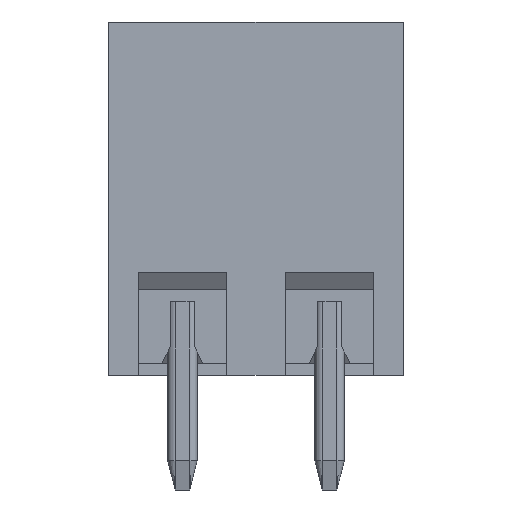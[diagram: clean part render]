
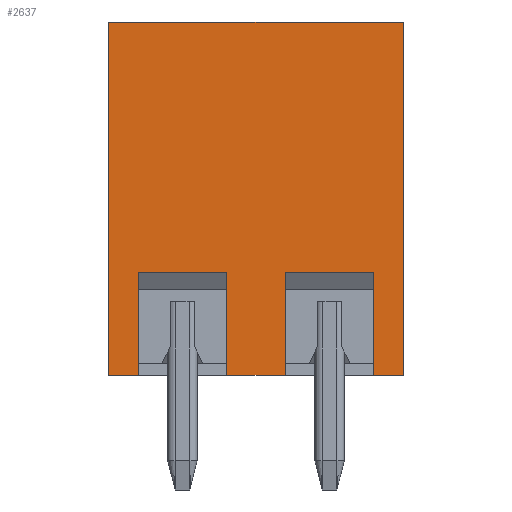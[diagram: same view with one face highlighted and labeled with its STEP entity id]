
A CAD part, front view. The second image highlights one B-rep face of the part: STEP entity #2637.
In plain terms, the highlighted planar face has unit normal (0, -1, 0).
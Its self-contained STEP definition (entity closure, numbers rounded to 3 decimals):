
#2578=AXIS2_PLACEMENT_3D('Plane Axis2P3D',#2575,#2576,#2577) ;
#1031=CARTESIAN_POINT('Vertex',(0.,0.,3.9)) ;
#1034=CARTESIAN_POINT('Line Origine',(0.,0.,9.9)) ;
#1038=CARTESIAN_POINT('Vertex',(0.,0.,15.9)) ;
#1554=CARTESIAN_POINT('Vertex',(10.,0.,15.9)) ;
#1557=CARTESIAN_POINT('Line Origine',(10.,0.,9.9)) ;
#1561=CARTESIAN_POINT('Vertex',(10.,0.,3.9)) ;
#2498=CARTESIAN_POINT('Line Origine',(9.5,0.,3.9)) ;
#2502=CARTESIAN_POINT('Vertex',(9.,0.,3.9)) ;
#2523=CARTESIAN_POINT('Vertex',(6.,0.,3.9)) ;
#2526=CARTESIAN_POINT('Line Origine',(5.,0.,3.9)) ;
#2530=CARTESIAN_POINT('Vertex',(4.,0.,3.9)) ;
#2551=CARTESIAN_POINT('Vertex',(1.,0.,3.9)) ;
#2554=CARTESIAN_POINT('Line Origine',(0.5,0.,3.9)) ;
#2575=CARTESIAN_POINT('Axis2P3D Location',(11.1,0.,3.9)) ;
#2580=CARTESIAN_POINT('Line Origine',(1.,0.,5.65)) ;
#2584=CARTESIAN_POINT('Vertex',(1.,0.,7.4)) ;
#2587=CARTESIAN_POINT('Line Origine',(2.5,0.,7.4)) ;
#2591=CARTESIAN_POINT('Vertex',(4.,0.,7.4)) ;
#2594=CARTESIAN_POINT('Line Origine',(4.,0.,5.65)) ;
#2599=CARTESIAN_POINT('Line Origine',(6.,0.,5.65)) ;
#2603=CARTESIAN_POINT('Vertex',(6.,0.,7.4)) ;
#2606=CARTESIAN_POINT('Line Origine',(7.5,0.,7.4)) ;
#2610=CARTESIAN_POINT('Vertex',(9.,0.,7.4)) ;
#2613=CARTESIAN_POINT('Line Origine',(9.,0.,5.65)) ;
#2618=CARTESIAN_POINT('Line Origine',(5.,0.,15.9)) ;
#1035=DIRECTION('Vector Direction',(0.,0.,1.)) ;
#1558=DIRECTION('Vector Direction',(0.,0.,1.)) ;
#2499=DIRECTION('Vector Direction',(-1.,0.,0.)) ;
#2527=DIRECTION('Vector Direction',(-1.,0.,0.)) ;
#2555=DIRECTION('Vector Direction',(-1.,0.,0.)) ;
#2576=DIRECTION('Axis2P3D Direction',(-0.,1.,0.)) ;
#2577=DIRECTION('Axis2P3D XDirection',(0.,0.,1.)) ;
#2581=DIRECTION('Vector Direction',(0.,0.,-1.)) ;
#2588=DIRECTION('Vector Direction',(1.,0.,0.)) ;
#2595=DIRECTION('Vector Direction',(0.,0.,-1.)) ;
#2600=DIRECTION('Vector Direction',(0.,0.,-1.)) ;
#2607=DIRECTION('Vector Direction',(1.,0.,0.)) ;
#2614=DIRECTION('Vector Direction',(0.,0.,-1.)) ;
#2619=DIRECTION('Vector Direction',(-1.,0.,0.)) ;
#1036=VECTOR('Line Direction',#1035,1.) ;
#1559=VECTOR('Line Direction',#1558,1.) ;
#2500=VECTOR('Line Direction',#2499,1.) ;
#2528=VECTOR('Line Direction',#2527,1.) ;
#2556=VECTOR('Line Direction',#2555,1.) ;
#2582=VECTOR('Line Direction',#2581,1.) ;
#2589=VECTOR('Line Direction',#2588,1.) ;
#2596=VECTOR('Line Direction',#2595,1.) ;
#2601=VECTOR('Line Direction',#2600,1.) ;
#2608=VECTOR('Line Direction',#2607,1.) ;
#2615=VECTOR('Line Direction',#2614,1.) ;
#2620=VECTOR('Line Direction',#2619,1.) ;
#2624=ORIENTED_EDGE('',*,*,#1040,.F.) ;
#2625=ORIENTED_EDGE('',*,*,#2558,.F.) ;
#2626=ORIENTED_EDGE('',*,*,#2586,.F.) ;
#2627=ORIENTED_EDGE('',*,*,#2593,.T.) ;
#2628=ORIENTED_EDGE('',*,*,#2598,.T.) ;
#2629=ORIENTED_EDGE('',*,*,#2532,.F.) ;
#2630=ORIENTED_EDGE('',*,*,#2605,.F.) ;
#2631=ORIENTED_EDGE('',*,*,#2612,.T.) ;
#2632=ORIENTED_EDGE('',*,*,#2617,.T.) ;
#2633=ORIENTED_EDGE('',*,*,#2504,.F.) ;
#2634=ORIENTED_EDGE('',*,*,#1563,.T.) ;
#2635=ORIENTED_EDGE('',*,*,#2622,.T.) ;
#2637=ADVANCED_FACE('housing',(#2636),#2579,.F.) ;
#1040=EDGE_CURVE('',#1032,#1039,#1037,.T.) ;
#1563=EDGE_CURVE('',#1562,#1555,#1560,.T.) ;
#2504=EDGE_CURVE('',#1562,#2503,#2501,.T.) ;
#2532=EDGE_CURVE('',#2524,#2531,#2529,.T.) ;
#2558=EDGE_CURVE('',#2552,#1032,#2557,.T.) ;
#2586=EDGE_CURVE('',#2585,#2552,#2583,.T.) ;
#2593=EDGE_CURVE('',#2585,#2592,#2590,.T.) ;
#2598=EDGE_CURVE('',#2592,#2531,#2597,.T.) ;
#2605=EDGE_CURVE('',#2604,#2524,#2602,.T.) ;
#2612=EDGE_CURVE('',#2604,#2611,#2609,.T.) ;
#2617=EDGE_CURVE('',#2611,#2503,#2616,.T.) ;
#2622=EDGE_CURVE('',#1555,#1039,#2621,.T.) ;
#2623=EDGE_LOOP('',(#2624,#2625,#2626,#2627,#2628,#2629,#2630,#2631,#2632,#2633,#2634,#2635)) ;
#2636=FACE_OUTER_BOUND('',#2623,.T.) ;
#1037=LINE('Line',#1034,#1036) ;
#1560=LINE('Line',#1557,#1559) ;
#2501=LINE('Line',#2498,#2500) ;
#2529=LINE('Line',#2526,#2528) ;
#2557=LINE('Line',#2554,#2556) ;
#2583=LINE('Line',#2580,#2582) ;
#2590=LINE('Line',#2587,#2589) ;
#2597=LINE('Line',#2594,#2596) ;
#2602=LINE('Line',#2599,#2601) ;
#2609=LINE('Line',#2606,#2608) ;
#2616=LINE('Line',#2613,#2615) ;
#2621=LINE('Line',#2618,#2620) ;
#2579=PLANE('',#2578) ;
#1032=VERTEX_POINT('',#1031) ;
#1039=VERTEX_POINT('',#1038) ;
#1555=VERTEX_POINT('',#1554) ;
#1562=VERTEX_POINT('',#1561) ;
#2503=VERTEX_POINT('',#2502) ;
#2524=VERTEX_POINT('',#2523) ;
#2531=VERTEX_POINT('',#2530) ;
#2552=VERTEX_POINT('',#2551) ;
#2585=VERTEX_POINT('',#2584) ;
#2592=VERTEX_POINT('',#2591) ;
#2604=VERTEX_POINT('',#2603) ;
#2611=VERTEX_POINT('',#2610) ;
